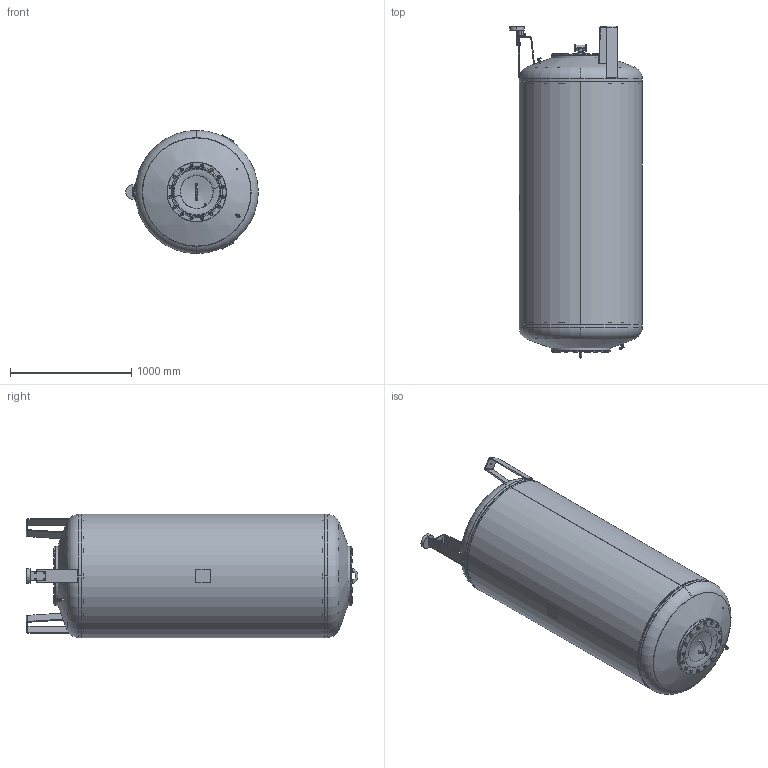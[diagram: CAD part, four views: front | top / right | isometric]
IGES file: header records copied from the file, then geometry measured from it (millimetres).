
Global section: file name: No Iges File Name specified; native system: Autodesk Inventor 2009; preprocessor: AutoDesk Inventor Iges Exporter R2009; author: CADJOBServer; date: 20091012.102714; units: millimetre
Bounding box: 1094 x 2738.4 x 1016 mm (x, y, z)
Volume: 51678837.3 mm3; surface area: 26407178.8 mm2
Topology: 43 solids, 43 shells, 2313 faces, 5665 edges, 3612 vertices
Faces by surface type: plane 880, bspline 390, cone 351, cylinder 324, revolution 306, torus 52, sphere 10
